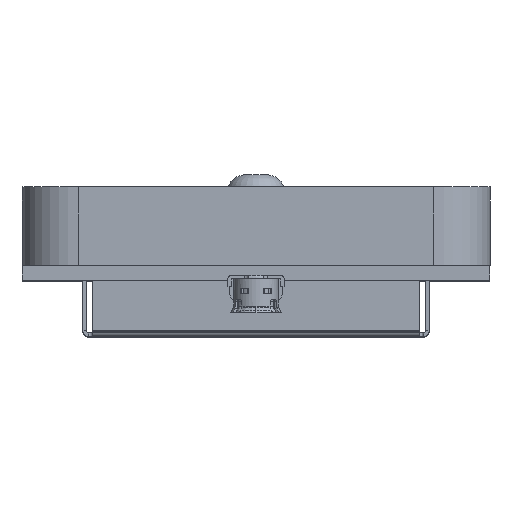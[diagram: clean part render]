
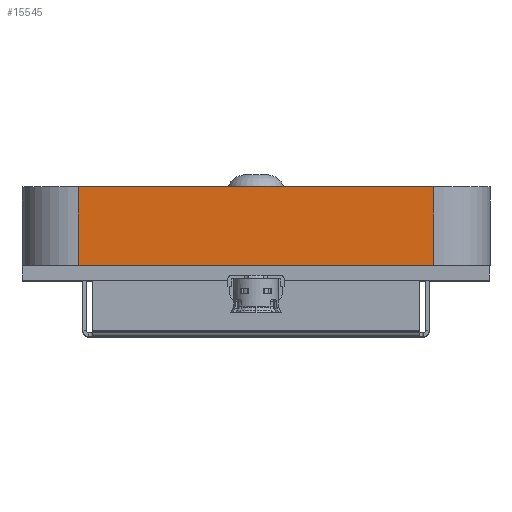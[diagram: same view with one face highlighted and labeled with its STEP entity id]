
A CAD part, top view. The second image highlights one B-rep face of the part: STEP entity #15545.
In plain terms, the highlighted face is planar.
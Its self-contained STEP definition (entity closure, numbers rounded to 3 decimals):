
#2514 = VECTOR ( 'NONE', #11142, 1000. ) ;
#3314 = CARTESIAN_POINT ( 'NONE',  ( -12.5, 4.2, 9.5 ) ) ;
#3579 = DIRECTION ( 'NONE',  ( 0., 0., 1. ) ) ;
#4988 = PLANE ( 'NONE',  #7746 ) ;
#5648 = ORIENTED_EDGE ( 'NONE', *, *, #16915, .F. ) ;
#6412 = EDGE_CURVE ( 'NONE', #15017, #14548, #14344, .T. ) ;
#7746 = AXIS2_PLACEMENT_3D ( 'NONE', #13782, #24341, #11650 ) ;
#9852 = ORIENTED_EDGE ( 'NONE', *, *, #6412, .T. ) ;
#11142 = DIRECTION ( 'NONE',  ( 0., -1., 0. ) ) ;
#11650 = DIRECTION ( 'NONE',  ( 0., 0., -1. ) ) ;
#11870 = FACE_OUTER_BOUND ( 'NONE', #24596, .T. ) ;
#13737 = CARTESIAN_POINT ( 'NONE',  ( -12.5, 4.2, 9.5 ) ) ;
#13782 = CARTESIAN_POINT ( 'NONE',  ( -12.5, 4.2, 12.5 ) ) ;
#14344 = LINE ( 'NONE', #27560, #25941 ) ;
#14548 = VERTEX_POINT ( 'NONE', #25925 ) ;
#15017 = VERTEX_POINT ( 'NONE', #19193 ) ;
#15063 = DIRECTION ( 'NONE',  ( 0., 0., 1. ) ) ;
#15513 = VERTEX_POINT ( 'NONE', #26130 ) ;
#15545 = ADVANCED_FACE ( 'NONE', ( #11870 ), #4988, .F. ) ;
#15671 = ORIENTED_EDGE ( 'NONE', *, *, #23555, .T. ) ;
#16201 = VECTOR ( 'NONE', #3579, 1000. ) ;
#16357 = CARTESIAN_POINT ( 'NONE',  ( -12.5, 4.2, 12.5 ) ) ;
#16915 = EDGE_CURVE ( 'NONE', #15513, #19099, #21859, .T. ) ;
#19099 = VERTEX_POINT ( 'NONE', #13737 ) ;
#19193 = CARTESIAN_POINT ( 'NONE',  ( -12.5, 0., -9.5 ) ) ;
#19346 = EDGE_CURVE ( 'NONE', #15513, #15017, #20810, .T. ) ;
#19383 = CARTESIAN_POINT ( 'NONE',  ( -12.5, 4.2, -9.5 ) ) ;
#20810 = LINE ( 'NONE', #19383, #2514 ) ;
#21859 = LINE ( 'NONE', #16357, #16201 ) ;
#23495 = ORIENTED_EDGE ( 'NONE', *, *, #19346, .T. ) ;
#23555 = EDGE_CURVE ( 'NONE', #14548, #19099, #25978, .T. ) ;
#24341 = DIRECTION ( 'NONE',  ( 1., 0., 0. ) ) ;
#24566 = DIRECTION ( 'NONE',  ( 0., 1., 0. ) ) ;
#24596 = EDGE_LOOP ( 'NONE', ( #5648, #23495, #9852, #15671 ) ) ;
#25925 = CARTESIAN_POINT ( 'NONE',  ( -12.5, 0., 9.5 ) ) ;
#25941 = VECTOR ( 'NONE', #15063, 1000. ) ;
#25978 = LINE ( 'NONE', #3314, #26321 ) ;
#26130 = CARTESIAN_POINT ( 'NONE',  ( -12.5, 4.2, -9.5 ) ) ;
#26321 = VECTOR ( 'NONE', #24566, 1000. ) ;
#27560 = CARTESIAN_POINT ( 'NONE',  ( -12.5, 0., 12.5 ) ) ;
